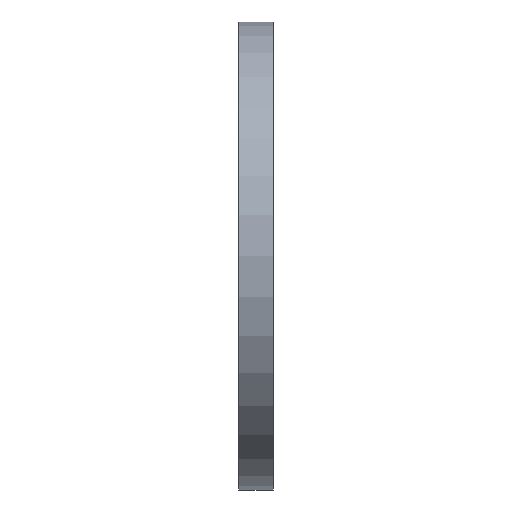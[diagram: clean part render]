
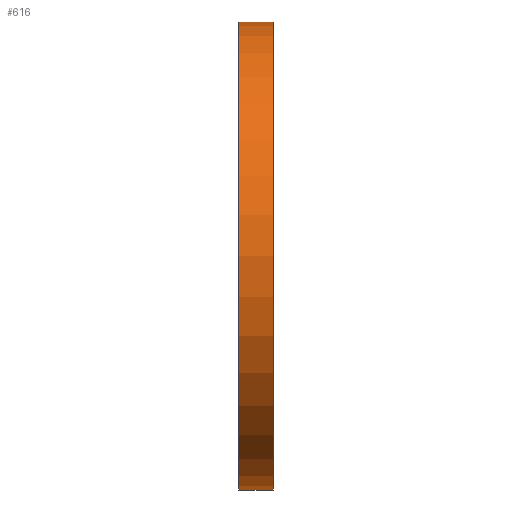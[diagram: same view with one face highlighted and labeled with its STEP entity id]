
A CAD part, left-side view. The second image highlights one B-rep face of the part: STEP entity #616.
In plain terms, the highlighted cylindrical face has radius 82.5 mm (diameter 165 mm), a partial arc.
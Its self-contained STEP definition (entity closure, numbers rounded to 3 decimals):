
#2 = CIRCLE ( 'NONE', #429, 82.5 ) ;
#14 = CYLINDRICAL_SURFACE ( 'NONE', #18, 82.5 ) ;
#18 = AXIS2_PLACEMENT_3D ( 'NONE', #30, #75, #50 ) ;
#30 = CARTESIAN_POINT ( 'NONE',  ( 0., -12., 0. ) ) ;
#45 = EDGE_CURVE ( 'NONE', #862, #178, #208, .T. ) ;
#50 = DIRECTION ( 'NONE',  ( 0., 0., -1. ) ) ;
#60 = VERTEX_POINT ( 'NONE', #450 ) ;
#64 = ORIENTED_EDGE ( 'NONE', *, *, #317, .T. ) ;
#75 = DIRECTION ( 'NONE',  ( 0., -1., 0. ) ) ;
#149 = VECTOR ( 'NONE', #594, 1000. ) ;
#172 = CARTESIAN_POINT ( 'NONE',  ( 0., -12., 82.5 ) ) ;
#178 = VERTEX_POINT ( 'NONE', #172 ) ;
#208 = LINE ( 'NONE', #490, #366 ) ;
#223 = CARTESIAN_POINT ( 'NONE',  ( 0., 0., 82.5 ) ) ;
#254 = CARTESIAN_POINT ( 'NONE',  ( 0., 0., -82.5 ) ) ;
#283 = CARTESIAN_POINT ( 'NONE',  ( 0., -12., 0. ) ) ;
#291 = FACE_OUTER_BOUND ( 'NONE', #589, .T. ) ;
#317 = EDGE_CURVE ( 'NONE', #862, #550, #873, .T. ) ;
#329 = EDGE_CURVE ( 'NONE', #550, #60, #330, .T. ) ;
#330 = LINE ( 'NONE', #611, #149 ) ;
#342 = ORIENTED_EDGE ( 'NONE', *, *, #838, .F. ) ;
#351 = AXIS2_PLACEMENT_3D ( 'NONE', #615, #613, #612 ) ;
#354 = DIRECTION ( 'NONE',  ( 0., 0., -1. ) ) ;
#366 = VECTOR ( 'NONE', #748, 1000. ) ;
#429 = AXIS2_PLACEMENT_3D ( 'NONE', #283, #765, #354 ) ;
#450 = CARTESIAN_POINT ( 'NONE',  ( 0., -12., -82.5 ) ) ;
#490 = CARTESIAN_POINT ( 'NONE',  ( 0., -12., 82.5 ) ) ;
#550 = VERTEX_POINT ( 'NONE', #254 ) ;
#589 = EDGE_LOOP ( 'NONE', ( #796, #64, #590, #342 ) ) ;
#590 = ORIENTED_EDGE ( 'NONE', *, *, #329, .T. ) ;
#594 = DIRECTION ( 'NONE',  ( 0., -1., 0. ) ) ;
#611 = CARTESIAN_POINT ( 'NONE',  ( 0., -12., -82.5 ) ) ;
#612 = DIRECTION ( 'NONE',  ( 0., 0., -1. ) ) ;
#613 = DIRECTION ( 'NONE',  ( 0., -1., 0. ) ) ;
#615 = CARTESIAN_POINT ( 'NONE',  ( 0., 0., 0. ) ) ;
#616 = ADVANCED_FACE ( 'NONE', ( #291 ), #14, .T. ) ;
#748 = DIRECTION ( 'NONE',  ( 0., -1., 0. ) ) ;
#765 = DIRECTION ( 'NONE',  ( 0., -1., 0. ) ) ;
#796 = ORIENTED_EDGE ( 'NONE', *, *, #45, .F. ) ;
#838 = EDGE_CURVE ( 'NONE', #178, #60, #2, .T. ) ;
#862 = VERTEX_POINT ( 'NONE', #223 ) ;
#873 = CIRCLE ( 'NONE', #351, 82.5 ) ;
